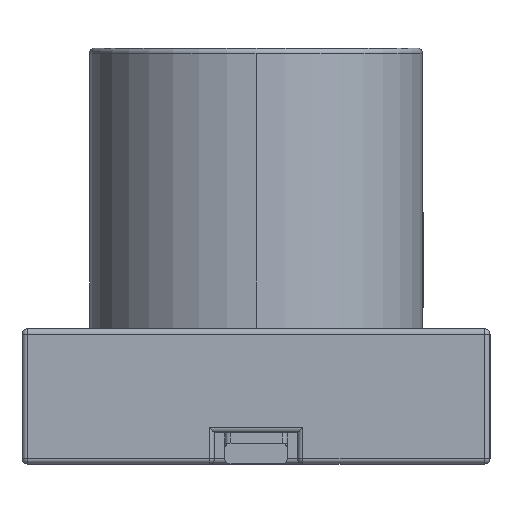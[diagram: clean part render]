
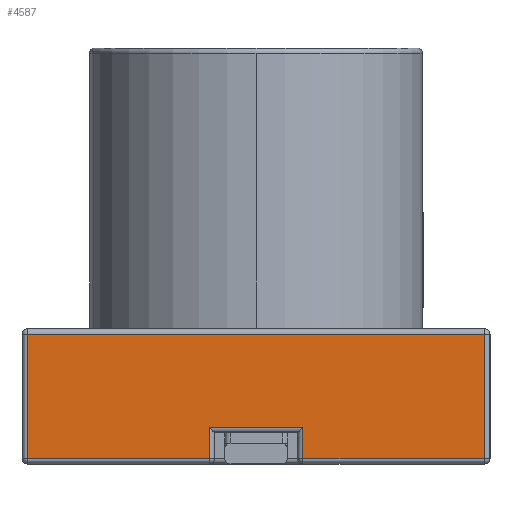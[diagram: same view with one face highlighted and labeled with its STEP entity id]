
A CAD part, left-side view. The second image highlights one B-rep face of the part: STEP entity #4587.
In plain terms, the highlighted planar face has unit normal (-1, 0, 0).
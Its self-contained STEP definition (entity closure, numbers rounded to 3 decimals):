
#194 = LINE ( 'NONE', #8282, #1000 ) ;
#206 = VERTEX_POINT ( 'NONE', #13827 ) ;
#892 = EDGE_CURVE ( 'NONE', #10963, #11309, #6242, .T. ) ;
#952 = CARTESIAN_POINT ( 'NONE',  ( -5.7, -0.45, -0.95 ) ) ;
#1000 = VECTOR ( 'NONE', #2717, 1000. ) ;
#1737 = LINE ( 'NONE', #7215, #17444 ) ;
#1739 = FACE_OUTER_BOUND ( 'NONE', #7334, .T. ) ;
#2127 = LINE ( 'NONE', #3210, #11218 ) ;
#2140 = ORIENTED_EDGE ( 'NONE', *, *, #15248, .T. ) ;
#2178 = CARTESIAN_POINT ( 'NONE',  ( -5.7, 2.25, -1.3 ) ) ;
#2193 = EDGE_CURVE ( 'NONE', #206, #10963, #2127, .T. ) ;
#2717 = DIRECTION ( 'NONE',  ( 0., 0., -1. ) ) ;
#2890 = ORIENTED_EDGE ( 'NONE', *, *, #892, .T. ) ;
#2932 = CARTESIAN_POINT ( 'NONE',  ( -5.7, -2.2, -1.25 ) ) ;
#3096 = ORIENTED_EDGE ( 'NONE', *, *, #8135, .T. ) ;
#3210 = CARTESIAN_POINT ( 'NONE',  ( -5.7, 2.2, -1.3 ) ) ;
#3481 = CARTESIAN_POINT ( 'NONE',  ( -5.7, 2.2, -1.25 ) ) ;
#3624 = CARTESIAN_POINT ( 'NONE',  ( -5.7, 0.45, -0.95 ) ) ;
#4350 = VECTOR ( 'NONE', #8398, 1000. ) ;
#4587 = ADVANCED_FACE ( 'NONE', ( #1739 ), #15349, .T. ) ;
#4634 = CARTESIAN_POINT ( 'NONE',  ( -5.7, 0.45, -1.25 ) ) ;
#5111 = ORIENTED_EDGE ( 'NONE', *, *, #10725, .T. ) ;
#5615 = CARTESIAN_POINT ( 'NONE',  ( -5.7, -0.4, -0.95 ) ) ;
#5624 = CARTESIAN_POINT ( 'NONE',  ( -5.7, -2.25, -1.25 ) ) ;
#5898 = DIRECTION ( 'NONE',  ( 0., 0., 1. ) ) ;
#5989 = DIRECTION ( 'NONE',  ( 0., -1., 0. ) ) ;
#6242 = LINE ( 'NONE', #4634, #16904 ) ;
#6504 = DIRECTION ( 'NONE',  ( 0., -1., 0. ) ) ;
#6716 = VERTEX_POINT ( 'NONE', #10789 ) ;
#6851 = AXIS2_PLACEMENT_3D ( 'NONE', #2178, #10466, #6504 ) ;
#7215 = CARTESIAN_POINT ( 'NONE',  ( -5.7, -2.2, -1.3 ) ) ;
#7254 = EDGE_CURVE ( 'NONE', #8700, #16785, #13567, .T. ) ;
#7317 = CARTESIAN_POINT ( 'NONE',  ( -5.7, 0.45, -1.25 ) ) ;
#7334 = EDGE_LOOP ( 'NONE', ( #16270, #5111, #17037, #15833, #3096, #2140, #8792, #2890 ) ) ;
#7501 = VECTOR ( 'NONE', #11716, 1000. ) ;
#7610 = DIRECTION ( 'NONE',  ( 0., 0., -1. ) ) ;
#7633 = VERTEX_POINT ( 'NONE', #952 ) ;
#8135 = EDGE_CURVE ( 'NONE', #16785, #6716, #1737, .T. ) ;
#8159 = VERTEX_POINT ( 'NONE', #3624 ) ;
#8282 = CARTESIAN_POINT ( 'NONE',  ( -5.7, -0.45, -1.25 ) ) ;
#8398 = DIRECTION ( 'NONE',  ( 0., -1., 0. ) ) ;
#8700 = VERTEX_POINT ( 'NONE', #13813 ) ;
#8792 = ORIENTED_EDGE ( 'NONE', *, *, #2193, .T. ) ;
#9581 = LINE ( 'NONE', #5615, #17216 ) ;
#9860 = EDGE_CURVE ( 'NONE', #11309, #8159, #10799, .T. ) ;
#10466 = DIRECTION ( 'NONE',  ( -1., 0., 0. ) ) ;
#10725 = EDGE_CURVE ( 'NONE', #8159, #7633, #9581, .T. ) ;
#10789 = CARTESIAN_POINT ( 'NONE',  ( -5.7, -2.2, -0.05 ) ) ;
#10799 = LINE ( 'NONE', #14961, #14933 ) ;
#10963 = VERTEX_POINT ( 'NONE', #3481 ) ;
#11218 = VECTOR ( 'NONE', #7610, 1000. ) ;
#11309 = VERTEX_POINT ( 'NONE', #7317 ) ;
#11716 = DIRECTION ( 'NONE',  ( 0., 1., 0. ) ) ;
#11814 = LINE ( 'NONE', #13144, #7501 ) ;
#12172 = DIRECTION ( 'NONE',  ( 0., 0., 1. ) ) ;
#12693 = EDGE_CURVE ( 'NONE', #7633, #8700, #194, .T. ) ;
#13144 = CARTESIAN_POINT ( 'NONE',  ( -5.7, 2.25, -0.05 ) ) ;
#13567 = LINE ( 'NONE', #5624, #4350 ) ;
#13813 = CARTESIAN_POINT ( 'NONE',  ( -5.7, -0.45, -1.25 ) ) ;
#13827 = CARTESIAN_POINT ( 'NONE',  ( -5.7, 2.2, -0.05 ) ) ;
#14933 = VECTOR ( 'NONE', #12172, 1000. ) ;
#14961 = CARTESIAN_POINT ( 'NONE',  ( -5.7, 0.45, -1. ) ) ;
#15080 = DIRECTION ( 'NONE',  ( 0., -1., 0. ) ) ;
#15248 = EDGE_CURVE ( 'NONE', #6716, #206, #11814, .T. ) ;
#15349 = PLANE ( 'NONE',  #6851 ) ;
#15833 = ORIENTED_EDGE ( 'NONE', *, *, #7254, .T. ) ;
#16270 = ORIENTED_EDGE ( 'NONE', *, *, #9860, .T. ) ;
#16785 = VERTEX_POINT ( 'NONE', #2932 ) ;
#16904 = VECTOR ( 'NONE', #5989, 1000. ) ;
#17037 = ORIENTED_EDGE ( 'NONE', *, *, #12693, .T. ) ;
#17216 = VECTOR ( 'NONE', #15080, 1000. ) ;
#17444 = VECTOR ( 'NONE', #5898, 1000. ) ;
